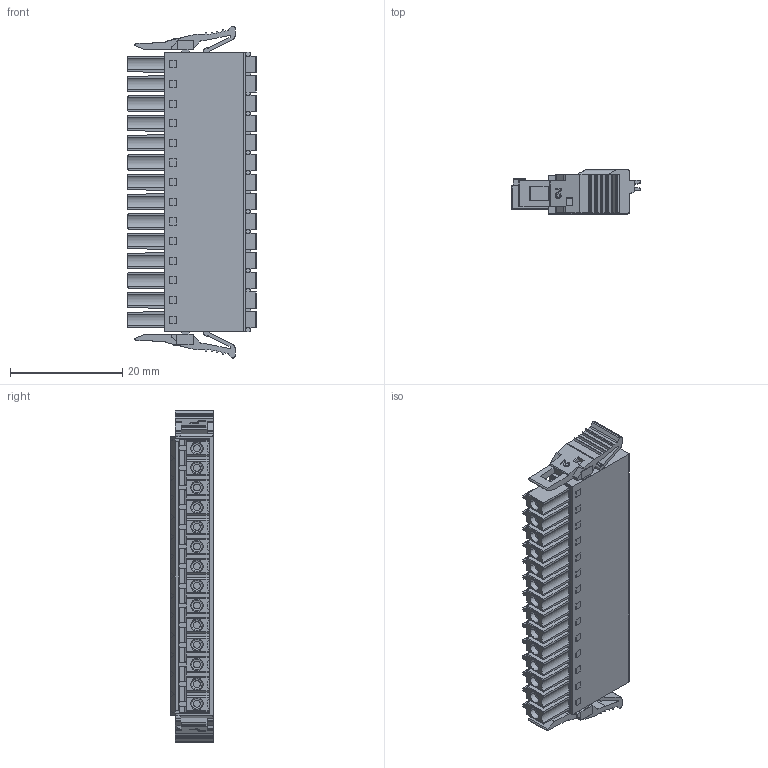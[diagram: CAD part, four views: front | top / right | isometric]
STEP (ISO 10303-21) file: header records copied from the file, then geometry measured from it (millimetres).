
FILE_DESCRIPTION((''),'2;1');
FILE_NAME('TLPSL-007-14P-X','2024-09-27T',('sheji'),(''),'PRO/ENGINEER BY PARAMETRIC TECHNOLOGY CORPORATION, 2015240','PRO/ENGINEER BY PARAMETRIC TECHNOLOGY CORPORATION, 2015240','');
FILE_SCHEMA(('CONFIG_CONTROL_DESIGN'));
Length unit declared in the file: millimetre
Products named in the file (1): TLPSL-007-14P-X
Bounding box: 22.9 x 7.75 x 59.1 mm (x, y, z)
Volume: 6128.7 mm3; surface area: 6037.8 mm2
Topology: 1 solids, 13 shells, 1776 faces, 4807 edges, 3140 vertices
Faces by surface type: plane 1095, cylinder 521, cone 112, torus 28, extrusion 20
Entity records: 56672 total; most frequent: CARTESIAN_POINT 11455, ORIENTED_EDGE 9614, DIRECTION 9129, EDGE_CURVE 4807, VECTOR 3447, LINE 3427, VERTEX_POINT 3140, AXIS2_PLACEMENT_3D 2841
